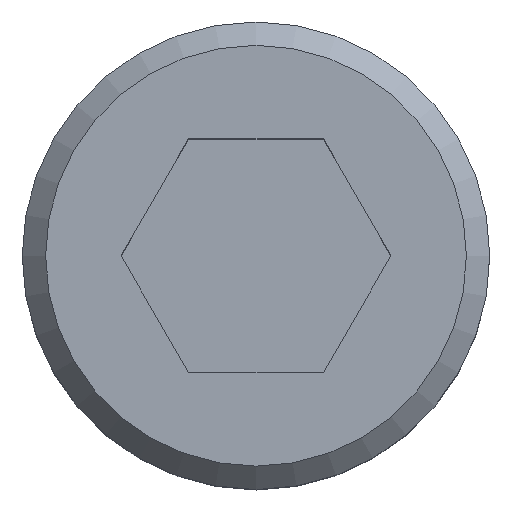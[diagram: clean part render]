
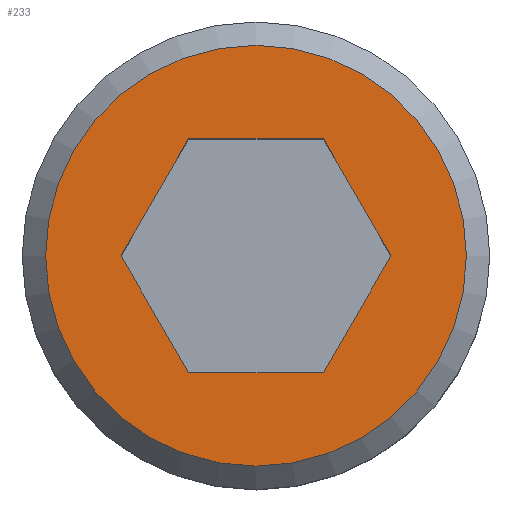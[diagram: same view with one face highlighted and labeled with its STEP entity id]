
A CAD part, top view. The second image highlights one B-rep face of the part: STEP entity #233.
In plain terms, the highlighted planar face has unit normal (0, 0, 1).
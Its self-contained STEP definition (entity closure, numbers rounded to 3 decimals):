
#15=LINE('',#350,#33);
#19=LINE('',#358,#37);
#22=LINE('',#364,#40);
#25=LINE('',#370,#43);
#28=LINE('',#376,#46);
#31=LINE('',#381,#49);
#33=VECTOR('',#285,10.);
#37=VECTOR('',#291,10.);
#40=VECTOR('',#296,10.);
#43=VECTOR('',#301,10.);
#46=VECTOR('',#306,10.);
#49=VECTOR('',#311,10.);
#59=PLANE('',#263);
#69=FACE_BOUND('',#106,.T.);
#85=FACE_OUTER_BOUND('',#105,.T.);
#105=EDGE_LOOP('',(#206));
#106=EDGE_LOOP('',(#207,#208,#209,#210,#211,#212));
#117=CIRCLE('',#260,4.5);
#124=VERTEX_POINT('',#348);
#125=VERTEX_POINT('',#349);
#128=VERTEX_POINT('',#357);
#130=VERTEX_POINT('',#363);
#132=VERTEX_POINT('',#369);
#134=VERTEX_POINT('',#375);
#137=VERTEX_POINT('',#387);
#144=EDGE_CURVE('',#124,#125,#15,.T.);
#148=EDGE_CURVE('',#128,#124,#19,.T.);
#151=EDGE_CURVE('',#130,#128,#22,.T.);
#154=EDGE_CURVE('',#132,#130,#25,.T.);
#157=EDGE_CURVE('',#134,#132,#28,.T.);
#160=EDGE_CURVE('',#125,#134,#31,.T.);
#163=EDGE_CURVE('',#137,#137,#117,.T.);
#206=ORIENTED_EDGE('',*,*,#163,.F.);
#207=ORIENTED_EDGE('',*,*,#144,.T.);
#208=ORIENTED_EDGE('',*,*,#160,.T.);
#209=ORIENTED_EDGE('',*,*,#157,.T.);
#210=ORIENTED_EDGE('',*,*,#154,.T.);
#211=ORIENTED_EDGE('',*,*,#151,.T.);
#212=ORIENTED_EDGE('',*,*,#148,.T.);
#233=ADVANCED_FACE('',(#85,#69),#59,.T.);
#260=AXIS2_PLACEMENT_3D('',#388,#319,#320);
#263=AXIS2_PLACEMENT_3D('',#392,#325,#326);
#285=DIRECTION('',(1.,0.,0.));
#291=DIRECTION('',(0.5,0.866,0.));
#296=DIRECTION('',(-0.5,0.866,0.));
#301=DIRECTION('',(-1.,0.,0.));
#306=DIRECTION('',(-0.5,-0.866,0.));
#311=DIRECTION('',(0.5,-0.866,0.));
#319=DIRECTION('center_axis',(0.,0.,-1.));
#320=DIRECTION('ref_axis',(-1.,0.,0.));
#325=DIRECTION('center_axis',(0.,0.,1.));
#326=DIRECTION('ref_axis',(1.,0.,0.));
#348=CARTESIAN_POINT('',(-1.443,2.5,19.6));
#349=CARTESIAN_POINT('',(1.443,2.5,19.6));
#350=CARTESIAN_POINT('',(-0.722,2.5,19.6));
#357=CARTESIAN_POINT('',(-2.887,0.,19.6));
#358=CARTESIAN_POINT('',(-2.526,0.625,19.6));
#363=CARTESIAN_POINT('',(-1.443,-2.5,19.6));
#364=CARTESIAN_POINT('',(-1.804,-1.875,19.6));
#369=CARTESIAN_POINT('',(1.443,-2.5,19.6));
#370=CARTESIAN_POINT('',(0.722,-2.5,19.6));
#375=CARTESIAN_POINT('',(2.887,0.,19.6));
#376=CARTESIAN_POINT('',(2.526,-0.625,19.6));
#381=CARTESIAN_POINT('',(1.804,1.875,19.6));
#387=CARTESIAN_POINT('',(4.5,0.,19.6));
#388=CARTESIAN_POINT('Origin',(0.,0.,19.6));
#392=CARTESIAN_POINT('Origin',(0.,0.,19.6));
